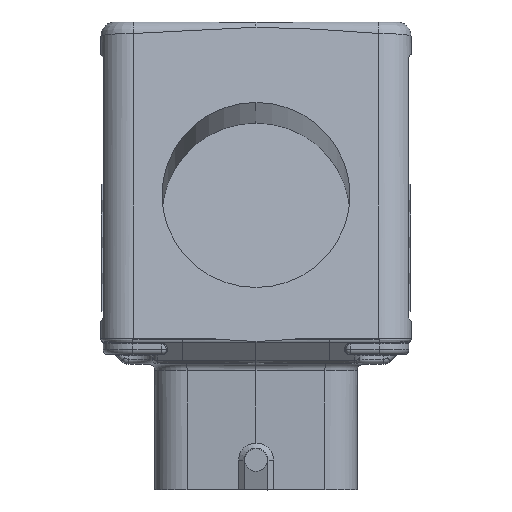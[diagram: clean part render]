
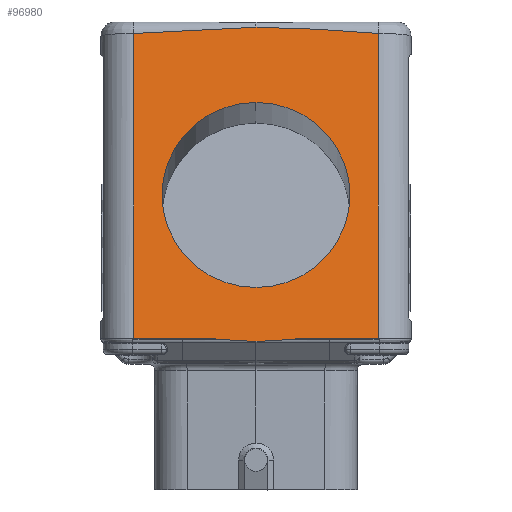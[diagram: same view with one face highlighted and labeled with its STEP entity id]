
A CAD part, top view. The second image highlights one B-rep face of the part: STEP entity #96980.
In plain terms, the highlighted planar face has unit normal (0, 0.174, 0.985).
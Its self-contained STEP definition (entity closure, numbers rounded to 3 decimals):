
#10260=CARTESIAN_POINT('',(72.689,51.92,
17.258));
#10270=VERTEX_POINT('',#10260);
#10300=CARTESIAN_POINT('',(72.689,90.657,
10.427));
#10310=DIRECTION('',(0.,0.985,-0.174));
#10320=VECTOR('',#10310,1.);
#10330=LINE('',#10300,#10320);
#10340=CARTESIAN_POINT('',(72.689,116.83,
5.812));
#10350=VERTEX_POINT('',#10340);
#10360=EDGE_CURVE('',#10270,#10350,#10330,.T.);
#18090=CARTESIAN_POINT('',(46.623,118.147,
5.58));
#18100=VERTEX_POINT('',#18090);
#18150=CARTESIAN_POINT('',(46.623,118.147,
5.58));
#18160=CARTESIAN_POINT('',(44.445,118.086,
5.591));
#18170=CARTESIAN_POINT('',(40.09,117.958,
5.614));
#18180=CARTESIAN_POINT('',(33.559,117.737,
5.653));
#18190=CARTESIAN_POINT('',(28.118,117.513,
5.692));
#18200=CARTESIAN_POINT('',(24.312,117.302,
5.729));
#18210=CARTESIAN_POINT('',(22.411,117.156,
5.755));
#18220=CARTESIAN_POINT('',(21.464,117.056,
5.773));
#18230=CARTESIAN_POINT('',(20.992,116.985,
5.785));
#18240=CARTESIAN_POINT('',(20.76,116.936,
5.794));
#18250=CARTESIAN_POINT('',(20.645,116.9,
5.8));
#18260=CARTESIAN_POINT('',(20.586,116.873,
5.805));
#18270=CARTESIAN_POINT('',(20.556,116.846,
5.81));
#18280=CARTESIAN_POINT('',(20.556,116.83,
5.812));
#18290=B_SPLINE_CURVE_WITH_KNOTS('',3,(#18150,#18160,#18170,#18180,
#18190,#18200,#18210,#18220,#18230,#18240,#18250,#18260,#18270,#18280),
.UNSPECIFIED.,.F.,.F.,(4,1,1,1,1,1,1,1,1,1,1,4),(0.,0.25,
0.5,0.75,0.875,0.938,
0.969,0.984,0.992,0.996,
0.998,1.),.UNSPECIFIED.);
#18300=CARTESIAN_POINT('',(20.556,116.83,
5.812));
#18310=VERTEX_POINT('',#18300);
#18320=EDGE_CURVE('',#18100,#18310,#18290,.T.);
#21490=CARTESIAN_POINT('',(55.31,51.92,
17.258));
#21500=VERTEX_POINT('',#21490);
#21530=CARTESIAN_POINT('',(0.,51.92,
17.258));
#21540=DIRECTION('',(1.,0.,0.));
#21550=VECTOR('',#21540,1.);
#21560=LINE('',#21530,#21550);
#21570=EDGE_CURVE('',#21500,#10270,#21560,.T.);
#21820=CARTESIAN_POINT('',(46.623,51.255,
17.375));
#21830=VERTEX_POINT('',#21820);
#21860=CARTESIAN_POINT('',(46.623,51.255,
17.375));
#21870=CARTESIAN_POINT('',(48.11,51.309,
17.366));
#21880=CARTESIAN_POINT('',(50.305,51.399,
17.35));
#21890=CARTESIAN_POINT('',(52.712,51.545,
17.324));
#21900=CARTESIAN_POINT('',(53.808,51.638,
17.308));
#21910=CARTESIAN_POINT('',(54.347,51.693,
17.298));
#21920=CARTESIAN_POINT('',(54.765,51.749,
17.288));
#21930=CARTESIAN_POINT('',(55.042,51.799,
17.279));
#21940=CARTESIAN_POINT('',(55.195,51.841,
17.272));
#21950=CARTESIAN_POINT('',(55.266,51.87,
17.267));
#21960=CARTESIAN_POINT('',(55.31,51.9,
17.261));
#21970=CARTESIAN_POINT('',(55.31,51.92,
17.258));
#21980=B_SPLINE_CURVE_WITH_KNOTS('',3,(#21860,#21870,#21880,#21890,
#21900,#21910,#21920,#21930,#21940,#21950,#21960,#21970),.UNSPECIFIED.,
.F.,.F.,(4,1,1,1,1,1,1,1,1,4),(0.,0.511,0.754,
0.827,0.888,0.94,0.972,
0.986,0.993,1.),.UNSPECIFIED.);
#21990=CARTESIAN_POINT('',(54.729,51.746,
17.288));
#22000=VERTEX_POINT('',#21990);
#22010=EDGE_CURVE('',#21830,#22000,#21980,.T.);
#36950=CARTESIAN_POINT('',(37.936,51.92,
17.258));
#36960=VERTEX_POINT('',#36950);
#37260=CARTESIAN_POINT('',(20.556,51.92,
17.258));
#37270=VERTEX_POINT('',#37260);
#37300=CARTESIAN_POINT('',(0.,51.92,
17.258));
#37310=DIRECTION('',(1.,0.,0.));
#37320=VECTOR('',#37310,1.);
#37330=LINE('',#37300,#37320);
#37340=EDGE_CURVE('',#37270,#36960,#37330,.T.);
#75730=CARTESIAN_POINT('',(38.516,51.746,
17.288));
#75740=VERTEX_POINT('',#75730);
#75770=CARTESIAN_POINT('',(37.936,51.92,
17.258));
#75780=CARTESIAN_POINT('',(37.936,51.9,
17.261));
#75790=CARTESIAN_POINT('',(37.979,51.87,
17.267));
#75800=CARTESIAN_POINT('',(38.051,51.841,
17.272));
#75810=CARTESIAN_POINT('',(38.203,51.799,
17.279));
#75820=CARTESIAN_POINT('',(38.481,51.749,
17.288));
#75830=CARTESIAN_POINT('',(38.899,51.693,
17.298));
#75840=CARTESIAN_POINT('',(39.437,51.638,
17.308));
#75850=CARTESIAN_POINT('',(40.533,51.545,
17.324));
#75860=CARTESIAN_POINT('',(42.94,51.399,
17.35));
#75870=CARTESIAN_POINT('',(45.135,51.309,
17.366));
#75880=CARTESIAN_POINT('',(46.623,51.255,
17.375));
#75890=B_SPLINE_CURVE_WITH_KNOTS('',3,(#75770,#75780,#75790,#75800,
#75810,#75820,#75830,#75840,#75850,#75860,#75870,#75880),.UNSPECIFIED.,
.F.,.F.,(4,1,1,1,1,1,1,1,1,4),(0.,0.007,0.014,
0.028,0.06,0.112,0.173,
0.246,0.489,1.),.UNSPECIFIED.);
#75900=EDGE_CURVE('',#75740,#21830,#75890,.T.);
#96440=CARTESIAN_POINT('',(73.996,39.868,
19.383));
#96450=DIRECTION('',(0.,0.174,0.985));
#96460=DIRECTION('',(0.,0.985,-0.174));
#96470=AXIS2_PLACEMENT_3D('',#96440,#96450,#96460);
#96480=PLANE('',#96470);
#96490=CARTESIAN_POINT('',(46.623,82.449,
11.875));
#96500=DIRECTION('',(0.,0.174,0.985));
#96510=DIRECTION('',(0.,0.985,-0.174));
#96520=AXIS2_PLACEMENT_3D('',#96490,#96500,#96510);
#96530=CIRCLE('',#96520,20.);
#96540=CARTESIAN_POINT('',(46.623,102.145,
8.402));
#96550=VERTEX_POINT('',#96540);
#96560=CARTESIAN_POINT('',(46.623,62.753,
15.348));
#96570=VERTEX_POINT('',#96560);
#96580=EDGE_CURVE('',#96550,#96570,#96530,.T.);
#96590=ORIENTED_EDGE('',*,*,#96580,.F.);
#96600=EDGE_CURVE('',#96570,#96550,#96530,.T.);
#96610=ORIENTED_EDGE('',*,*,#96600,.F.);
#96620=EDGE_LOOP('',(#96610,#96590));
#96630=FACE_BOUND('',#96620,.T.);
#96640=ORIENTED_EDGE('',*,*,#21570,.T.);
#96650=EDGE_CURVE('',#22000,#21500,#21980,.T.);
#96660=ORIENTED_EDGE('',*,*,#96650,.T.);
#96670=ORIENTED_EDGE('',*,*,#22010,.T.);
#96680=ORIENTED_EDGE('',*,*,#75900,.T.);
#96690=EDGE_CURVE('',#36960,#75740,#75890,.T.);
#96700=ORIENTED_EDGE('',*,*,#96690,.T.);
#96710=ORIENTED_EDGE('',*,*,#37340,.T.);
#96720=CARTESIAN_POINT('',(20.556,90.657,
10.427));
#96730=DIRECTION('',(0.,0.985,-0.174));
#96740=VECTOR('',#96730,1.);
#96750=LINE('',#96720,#96740);
#96760=EDGE_CURVE('',#37270,#18310,#96750,.T.);
#96770=ORIENTED_EDGE('',*,*,#96760,.F.);
#96780=ORIENTED_EDGE('',*,*,#18320,.T.);
#96790=CARTESIAN_POINT('',(72.689,116.83,
5.812));
#96800=CARTESIAN_POINT('',(72.689,116.847,
5.809));
#96810=CARTESIAN_POINT('',(72.658,116.873,
5.805));
#96820=CARTESIAN_POINT('',(72.599,116.9,
5.8));
#96830=CARTESIAN_POINT('',(72.483,116.937,
5.794));
#96840=CARTESIAN_POINT('',(72.251,116.985,
5.785));
#96850=CARTESIAN_POINT('',(71.779,117.056,
5.773));
#96860=CARTESIAN_POINT('',(70.832,117.156,
5.755));
#96870=CARTESIAN_POINT('',(68.93,117.302,
5.729));
#96880=CARTESIAN_POINT('',(65.124,117.513,
5.692));
#96890=CARTESIAN_POINT('',(57.507,117.826,
5.637));
#96900=CARTESIAN_POINT('',(50.976,118.025,
5.602));
#96910=CARTESIAN_POINT('',(46.623,118.147,
5.58));
#96920=B_SPLINE_CURVE_WITH_KNOTS('',3,(#96790,#96800,#96810,#96820,
#96830,#96840,#96850,#96860,#96870,#96880,#96890,#96900,#96910),
.UNSPECIFIED.,.F.,.F.,(4,1,1,1,1,1,1,1,1,1,4),(0.,0.002,
0.004,0.008,0.016,0.031,
0.063,0.125,0.25,0.5,
1.),.UNSPECIFIED.);
#96930=EDGE_CURVE('',#10350,#18100,#96920,.T.);
#96940=ORIENTED_EDGE('',*,*,#96930,.T.);
#96950=ORIENTED_EDGE('',*,*,#10360,.T.);
#96960=EDGE_LOOP('',(#96950,#96940,#96780,#96770,#96710,#96700,#96680,
#96670,#96660,#96640));
#96970=FACE_OUTER_BOUND('',#96960,.T.);
#96980=ADVANCED_FACE('',(#96630,#96970),#96480,.T.);
